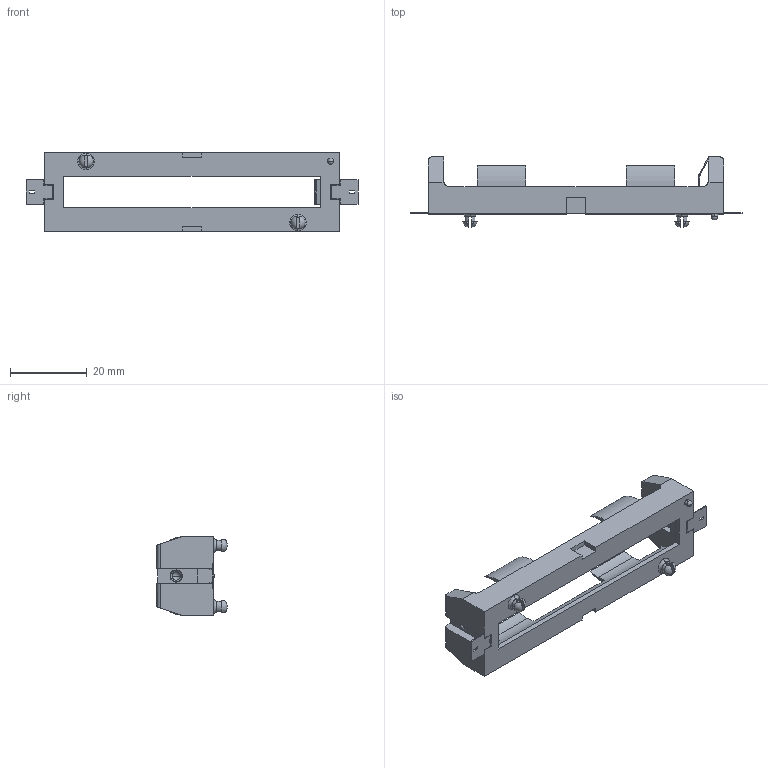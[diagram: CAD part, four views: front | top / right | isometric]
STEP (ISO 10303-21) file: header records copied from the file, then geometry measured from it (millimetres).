
FILE_DESCRIPTION (( 'STEP AP214' ), '1' );
FILE_NAME ('18650_LI-ON_Battery_Holder_1042P.STEP', '2024-03-19T14:24:42', ( '' ), ( '' ), 'SwSTEP 2.0', 'SolidWorks 2019', '' );
FILE_SCHEMA (( 'AUTOMOTIVE_DESIGN' ));
Length unit declared in the file: millimetre
Products named in the file (4): 18650_LI-ON_Battery_Holder_1042P_Leaf_Spring_Contact_Varsayilan; 18650_LI-ON_Battery_Holder_1042P; 18650_LI-ON_Battery_Holder_1042P_Base_Varsayilan; 18650_LI-ON_Battery_Holder_1042P_Polarized_Contact_Varsayilan
Assembly tree (3 placements, depth 2):
  18650_LI-ON_Battery_Holder_1042P
    18650_LI-ON_Battery_Holder_1042P_Base_Varsayilan
    18650_LI-ON_Battery_Holder_1042P_Polarized_Contact_Varsayilan
    18650_LI-ON_Battery_Holder_1042P_Leaf_Spring_Contact_Varsayilan
Bounding box: 86.56 x 18.28 x 20.65 mm (x, y, z)
Volume: 5757.2 mm3; surface area: 6280.6 mm2
Topology: 3 solids, 3 shells, 217 faces, 608 edges, 397 vertices
Faces by surface type: plane 139, cylinder 42, bspline 16, torus 14, sphere 6
Entity records: 7459 total; most frequent: CARTESIAN_POINT 1815, ORIENTED_EDGE 1212, DIRECTION 1062, EDGE_CURVE 606, VECTOR 400, LINE 400, VERTEX_POINT 397, AXIS2_PLACEMENT_3D 331
